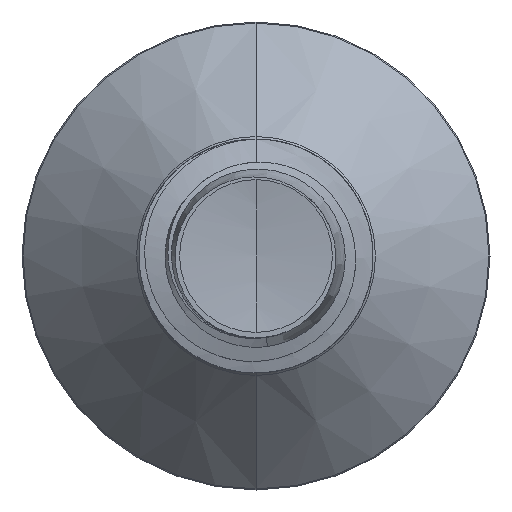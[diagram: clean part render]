
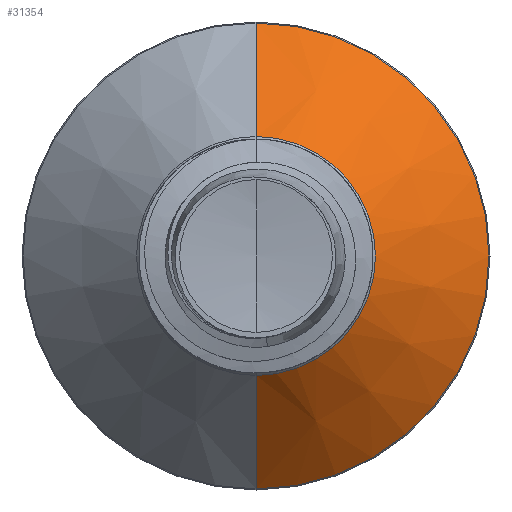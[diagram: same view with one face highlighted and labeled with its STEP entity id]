
A CAD part, front view. The second image highlights one B-rep face of the part: STEP entity #31354.
In plain terms, the highlighted conical face has half-angle 45 degrees and reference radius 2.042 mm.
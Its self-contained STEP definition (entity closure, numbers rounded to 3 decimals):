
#286 = EDGE_CURVE ( 'NONE', #3285, #29586, #18759, .T. ) ;
#874 = DIRECTION ( 'NONE',  ( 0., 0., 1. ) ) ;
#1540 = CARTESIAN_POINT ( 'NONE',  ( 0., 18.282, 3.982 ) ) ;
#3285 = VERTEX_POINT ( 'NONE', #34969 ) ;
#3491 = DIRECTION ( 'NONE',  ( 0., 0., 1. ) ) ;
#4816 = LINE ( 'NONE', #12302, #34681 ) ;
#5399 = CARTESIAN_POINT ( 'NONE',  ( 0., 18.282, -3.982 ) ) ;
#8728 = CARTESIAN_POINT ( 'NONE',  ( 0., 16.342, -2.042 ) ) ;
#9193 = DIRECTION ( 'NONE',  ( 0., 1., 0. ) ) ;
#12224 = ORIENTED_EDGE ( 'NONE', *, *, #23081, .F. ) ;
#12302 = CARTESIAN_POINT ( 'NONE',  ( 0., 16.342, -2.042 ) ) ;
#12675 = DIRECTION ( 'NONE',  ( 0., 1., 0. ) ) ;
#14974 = CARTESIAN_POINT ( 'NONE',  ( 0., 16.342, 0. ) ) ;
#15575 = CONICAL_SURFACE ( 'NONE', #31271, 2.042, 0.785 ) ;
#17139 = ORIENTED_EDGE ( 'NONE', *, *, #18706, .F. ) ;
#18000 = EDGE_CURVE ( 'NONE', #29586, #25880, #4816, .T. ) ;
#18706 = EDGE_CURVE ( 'NONE', #3285, #23410, #32873, .T. ) ;
#18759 = CIRCLE ( 'NONE', #28002, 2.042 ) ;
#18980 = CARTESIAN_POINT ( 'NONE',  ( 0., 16.342, 2.042 ) ) ;
#21457 = CIRCLE ( 'NONE', #25872, 3.982 ) ;
#21876 = DIRECTION ( 'NONE',  ( 0., 0.707, 0.707 ) ) ;
#23081 = EDGE_CURVE ( 'NONE', #23410, #25880, #21457, .T. ) ;
#23410 = VERTEX_POINT ( 'NONE', #1540 ) ;
#24231 = VECTOR ( 'NONE', #21876, 1000. ) ;
#25486 = ORIENTED_EDGE ( 'NONE', *, *, #286, .T. ) ;
#25872 = AXIS2_PLACEMENT_3D ( 'NONE', #30000, #12675, #32916 ) ;
#25880 = VERTEX_POINT ( 'NONE', #5399 ) ;
#28002 = AXIS2_PLACEMENT_3D ( 'NONE', #34328, #30099, #874 ) ;
#29586 = VERTEX_POINT ( 'NONE', #8728 ) ;
#29868 = DIRECTION ( 'NONE',  ( 0., 0.707, -0.707 ) ) ;
#30000 = CARTESIAN_POINT ( 'NONE',  ( 0., 18.282, 0. ) ) ;
#30099 = DIRECTION ( 'NONE',  ( 0., 1., 0. ) ) ;
#31271 = AXIS2_PLACEMENT_3D ( 'NONE', #14974, #9193, #3491 ) ;
#31354 = ADVANCED_FACE ( 'NONE', ( #31892 ), #15575, .T. ) ;
#31892 = FACE_OUTER_BOUND ( 'NONE', #37293, .T. ) ;
#32873 = LINE ( 'NONE', #18980, #24231 ) ;
#32916 = DIRECTION ( 'NONE',  ( 0., 0., 1. ) ) ;
#33515 = ORIENTED_EDGE ( 'NONE', *, *, #18000, .T. ) ;
#34328 = CARTESIAN_POINT ( 'NONE',  ( 0., 16.342, 0. ) ) ;
#34681 = VECTOR ( 'NONE', #29868, 1000. ) ;
#34969 = CARTESIAN_POINT ( 'NONE',  ( 0., 16.342, 2.042 ) ) ;
#37293 = EDGE_LOOP ( 'NONE', ( #25486, #33515, #12224, #17139 ) ) ;
